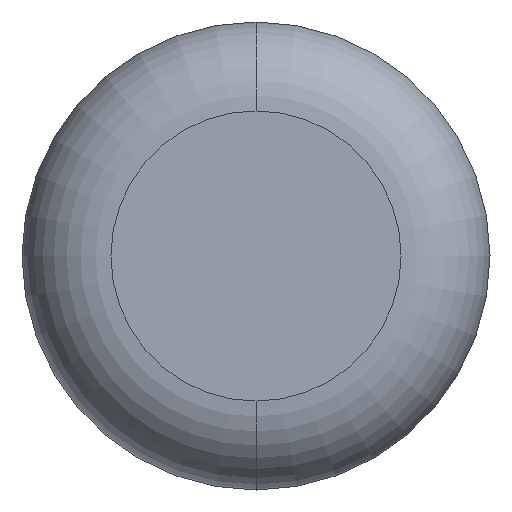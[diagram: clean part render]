
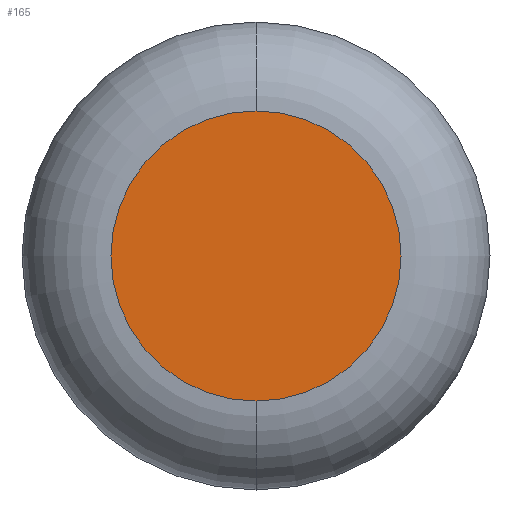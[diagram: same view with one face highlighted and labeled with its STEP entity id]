
A CAD part, front view. The second image highlights one B-rep face of the part: STEP entity #165.
In plain terms, the highlighted planar face has unit normal (0, -1, 0).
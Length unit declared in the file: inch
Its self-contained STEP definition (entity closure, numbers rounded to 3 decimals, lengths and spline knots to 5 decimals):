
#17 = CARTESIAN_POINT ( 'NONE',  ( 0., 0., -0.31 ) ) ;
#33 = VERTEX_POINT ( 'NONE', #183 ) ;
#37 = EDGE_LOOP ( 'NONE', ( #339, #83 ) ) ;
#46 = CARTESIAN_POINT ( 'NONE',  ( 0., 0., 0. ) ) ;
#60 = DIRECTION ( 'NONE',  ( 0., 0., -1. ) ) ;
#83 = ORIENTED_EDGE ( 'NONE', *, *, #310, .T. ) ;
#88 = EDGE_CURVE ( 'NONE', #193, #33, #126, .T. ) ;
#92 = DIRECTION ( 'NONE',  ( 0., 0., -1. ) ) ;
#93 = DIRECTION ( 'NONE',  ( 0., -1., 0. ) ) ;
#95 = DIRECTION ( 'NONE',  ( 0., -1., 0. ) ) ;
#117 = CIRCLE ( 'NONE', #285, 0.31 ) ;
#126 = CIRCLE ( 'NONE', #341, 0.31 ) ;
#165 = ADVANCED_FACE ( 'NONE', ( #392 ), #326, .T. ) ;
#183 = CARTESIAN_POINT ( 'NONE',  ( 0., 0., 0.31 ) ) ;
#193 = VERTEX_POINT ( 'NONE', #17 ) ;
#204 = CARTESIAN_POINT ( 'NONE',  ( 0., 0., 0. ) ) ;
#236 = DIRECTION ( 'NONE',  ( 0., 0., -1. ) ) ;
#253 = AXIS2_PLACEMENT_3D ( 'NONE', #46, #358, #92 ) ;
#261 = CARTESIAN_POINT ( 'NONE',  ( 0., 0., 0. ) ) ;
#285 = AXIS2_PLACEMENT_3D ( 'NONE', #261, #95, #60 ) ;
#310 = EDGE_CURVE ( 'NONE', #33, #193, #117, .T. ) ;
#326 = PLANE ( 'NONE',  #253 ) ;
#339 = ORIENTED_EDGE ( 'NONE', *, *, #88, .T. ) ;
#341 = AXIS2_PLACEMENT_3D ( 'NONE', #204, #93, #236 ) ;
#358 = DIRECTION ( 'NONE',  ( 0., -1., 0. ) ) ;
#392 = FACE_OUTER_BOUND ( 'NONE', #37, .T. ) ;
